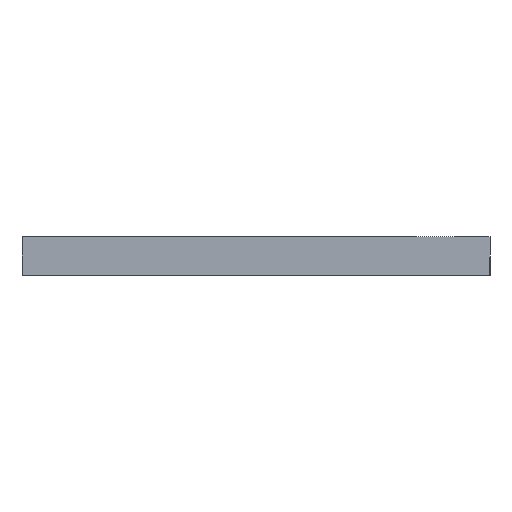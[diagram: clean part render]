
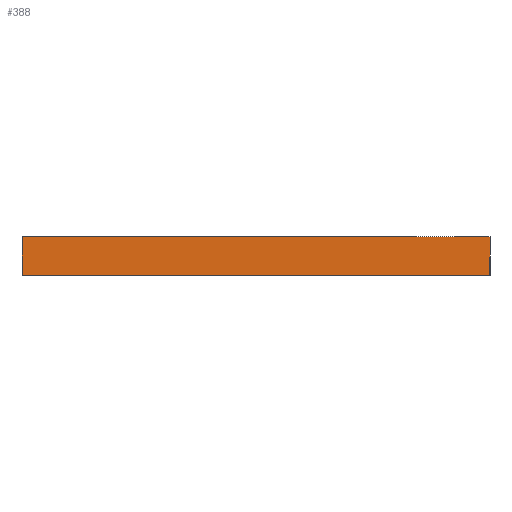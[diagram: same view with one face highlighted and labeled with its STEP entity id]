
A CAD part, left-side view. The second image highlights one B-rep face of the part: STEP entity #388.
In plain terms, the highlighted planar face has unit normal (-1, 0, 0).
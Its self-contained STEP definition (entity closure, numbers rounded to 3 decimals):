
#77 = DIRECTION ( 'NONE',  ( 1., 0., 0. ) ) ;
#81 = VERTEX_POINT ( 'NONE', #2073 ) ;
#96 = EDGE_CURVE ( 'NONE', #81, #1813, #1049, .T. ) ;
#181 = ORIENTED_EDGE ( 'NONE', *, *, #1143, .F. ) ;
#242 = VERTEX_POINT ( 'NONE', #1336 ) ;
#388 = ADVANCED_FACE ( 'NONE', ( #1579 ), #2012, .F. ) ;
#466 = LINE ( 'NONE', #1119, #927 ) ;
#513 = LINE ( 'NONE', #617, #1455 ) ;
#583 = DIRECTION ( 'NONE',  ( 0., 0., 1. ) ) ;
#594 = ORIENTED_EDGE ( 'NONE', *, *, #1591, .F. ) ;
#617 = CARTESIAN_POINT ( 'NONE',  ( -17.5, 0., 5. ) ) ;
#790 = LINE ( 'NONE', #1058, #2048 ) ;
#927 = VECTOR ( 'NONE', #991, 1000. ) ;
#944 = ORIENTED_EDGE ( 'NONE', *, *, #96, .F. ) ;
#991 = DIRECTION ( 'NONE',  ( 0., 0., 1. ) ) ;
#998 = AXIS2_PLACEMENT_3D ( 'NONE', #1342, #77, #1027 ) ;
#1027 = DIRECTION ( 'NONE',  ( 0., 0., -1. ) ) ;
#1049 = LINE ( 'NONE', #1096, #1596 ) ;
#1058 = CARTESIAN_POINT ( 'NONE',  ( -17.5, -29.5, 5.2 ) ) ;
#1096 = CARTESIAN_POINT ( 'NONE',  ( -17.5, 32.5, 0. ) ) ;
#1119 = CARTESIAN_POINT ( 'NONE',  ( -17.5, 31., 5. ) ) ;
#1143 = EDGE_CURVE ( 'NONE', #1813, #242, #466, .T. ) ;
#1255 = CARTESIAN_POINT ( 'NONE',  ( -17.5, -29.5, 5. ) ) ;
#1260 = DIRECTION ( 'NONE',  ( 0., -1., 0. ) ) ;
#1336 = CARTESIAN_POINT ( 'NONE',  ( -17.5, 31., 5. ) ) ;
#1342 = CARTESIAN_POINT ( 'NONE',  ( -17.5, 32.5, 5. ) ) ;
#1345 = ORIENTED_EDGE ( 'NONE', *, *, #1491, .T. ) ;
#1455 = VECTOR ( 'NONE', #1260, 1000. ) ;
#1489 = CARTESIAN_POINT ( 'NONE',  ( -17.5, 31., 0. ) ) ;
#1491 = EDGE_CURVE ( 'NONE', #81, #1665, #790, .T. ) ;
#1579 = FACE_OUTER_BOUND ( 'NONE', #1790, .T. ) ;
#1591 = EDGE_CURVE ( 'NONE', #242, #1665, #513, .T. ) ;
#1596 = VECTOR ( 'NONE', #1748, 1000. ) ;
#1665 = VERTEX_POINT ( 'NONE', #1255 ) ;
#1748 = DIRECTION ( 'NONE',  ( 0., 1., 0. ) ) ;
#1790 = EDGE_LOOP ( 'NONE', ( #181, #944, #1345, #594 ) ) ;
#1813 = VERTEX_POINT ( 'NONE', #1489 ) ;
#2012 = PLANE ( 'NONE',  #998 ) ;
#2048 = VECTOR ( 'NONE', #583, 1000. ) ;
#2073 = CARTESIAN_POINT ( 'NONE',  ( -17.5, -29.5, 0. ) ) ;
